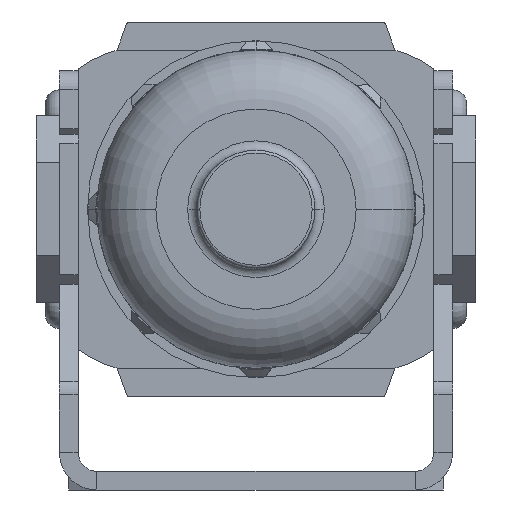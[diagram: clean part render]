
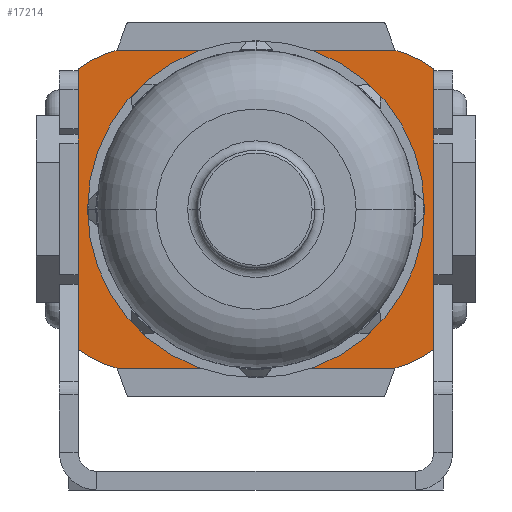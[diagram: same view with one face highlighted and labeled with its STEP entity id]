
A CAD part, front view. The second image highlights one B-rep face of the part: STEP entity #17214.
In plain terms, the highlighted planar face has unit normal (0, -1, 0).
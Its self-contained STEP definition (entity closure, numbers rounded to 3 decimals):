
#365 = ORIENTED_EDGE ( 'NONE', *, *, #3190, .F. ) ;
#453 = VECTOR ( 'NONE', #16341, 1000. ) ;
#857 = CARTESIAN_POINT ( 'NONE',  ( -14.842, -23., 17. ) ) ;
#1032 = DIRECTION ( 'NONE',  ( 0., -1., 0. ) ) ;
#1103 = CARTESIAN_POINT ( 'NONE',  ( -11.817, -23., -5.388 ) ) ;
#1489 = VECTOR ( 'NONE', #4960, 1000. ) ;
#1577 = VERTEX_POINT ( 'NONE', #857 ) ;
#2343 = VERTEX_POINT ( 'NONE', #13319 ) ;
#2615 = VERTEX_POINT ( 'NONE', #12591 ) ;
#2673 = DIRECTION ( 'NONE',  ( -1., 0., 0. ) ) ;
#2806 = ORIENTED_EDGE ( 'NONE', *, *, #15161, .T. ) ;
#3190 = EDGE_CURVE ( 'NONE', #2615, #8275, #5641, .T. ) ;
#3335 = ORIENTED_EDGE ( 'NONE', *, *, #7242, .F. ) ;
#3396 = CARTESIAN_POINT ( 'NONE',  ( -14.842, -23., -17. ) ) ;
#3649 = CARTESIAN_POINT ( 'NONE',  ( 19., -23., 17. ) ) ;
#3702 = CARTESIAN_POINT ( 'NONE',  ( 14.842, -23., 17. ) ) ;
#3807 = ORIENTED_EDGE ( 'NONE', *, *, #14040, .T. ) ;
#3970 = CARTESIAN_POINT ( 'NONE',  ( 11.817, -23., -5.388 ) ) ;
#4960 = DIRECTION ( 'NONE',  ( 0., 0., -1. ) ) ;
#5013 = ORIENTED_EDGE ( 'NONE', *, *, #16747, .T. ) ;
#5522 = DIRECTION ( 'NONE',  ( 1., 0., 0. ) ) ;
#5641 = LINE ( 'NONE', #14234, #1489 ) ;
#5813 = VERTEX_POINT ( 'NONE', #10096 ) ;
#6445 = LINE ( 'NONE', #3649, #14208 ) ;
#6521 = VERTEX_POINT ( 'NONE', #3702 ) ;
#7071 = CARTESIAN_POINT ( 'NONE',  ( 19., -23., -17. ) ) ;
#7242 = EDGE_CURVE ( 'NONE', #6521, #2615, #15940, .T. ) ;
#7678 = ORIENTED_EDGE ( 'NONE', *, *, #8994, .T. ) ;
#8213 = CIRCLE ( 'NONE', #11420, 12. ) ;
#8275 = VERTEX_POINT ( 'NONE', #16259 ) ;
#8420 = CIRCLE ( 'NONE', #12971, 12. ) ;
#8871 = PLANE ( 'NONE',  #12246 ) ;
#8940 = DIRECTION ( 'NONE',  ( 0., 1., 0. ) ) ;
#8994 = EDGE_CURVE ( 'NONE', #6521, #1577, #6445, .T. ) ;
#9164 = DIRECTION ( 'NONE',  ( 0., 1., 0. ) ) ;
#9459 = DIRECTION ( 'NONE',  ( 0., 0., -1. ) ) ;
#9784 = EDGE_CURVE ( 'NONE', #18823, #2343, #13249, .T. ) ;
#9920 = CARTESIAN_POINT ( 'NONE',  ( 14.842, -23., -17. ) ) ;
#10096 = CARTESIAN_POINT ( 'NONE',  ( -19., -23., 15. ) ) ;
#10326 = CARTESIAN_POINT ( 'NONE',  ( -11.817, -23., 5.388 ) ) ;
#10515 = ORIENTED_EDGE ( 'NONE', *, *, #9784, .F. ) ;
#10651 = VERTEX_POINT ( 'NONE', #9920 ) ;
#10973 = AXIS2_PLACEMENT_3D ( 'NONE', #1103, #11991, #2673 ) ;
#11420 = AXIS2_PLACEMENT_3D ( 'NONE', #3970, #14791, #5522 ) ;
#11926 = DIRECTION ( 'NONE',  ( -1., 0., 0. ) ) ;
#11946 = ORIENTED_EDGE ( 'NONE', *, *, #15140, .T. ) ;
#11991 = DIRECTION ( 'NONE',  ( 0., 1., 0. ) ) ;
#12246 = AXIS2_PLACEMENT_3D ( 'NONE', #13568, #8940, #19769 ) ;
#12591 = CARTESIAN_POINT ( 'NONE',  ( 19., -23., 15. ) ) ;
#12971 = AXIS2_PLACEMENT_3D ( 'NONE', #10326, #1032, #11926 ) ;
#13249 = CIRCLE ( 'NONE', #10973, 12. ) ;
#13319 = CARTESIAN_POINT ( 'NONE',  ( -19., -23., -15. ) ) ;
#13568 = CARTESIAN_POINT ( 'NONE',  ( 19., -23., 20. ) ) ;
#13619 = VECTOR ( 'NONE', #9459, 1000. ) ;
#13980 = FACE_OUTER_BOUND ( 'NONE', #18939, .T. ) ;
#14040 = EDGE_CURVE ( 'NONE', #5813, #2343, #18206, .T. ) ;
#14208 = VECTOR ( 'NONE', #14473, 1000. ) ;
#14234 = CARTESIAN_POINT ( 'NONE',  ( 19., -23., 20. ) ) ;
#14473 = DIRECTION ( 'NONE',  ( -1., 0., 0. ) ) ;
#14791 = DIRECTION ( 'NONE',  ( 0., -1., 0. ) ) ;
#15140 = EDGE_CURVE ( 'NONE', #10651, #8275, #8213, .T. ) ;
#15161 = EDGE_CURVE ( 'NONE', #18823, #10651, #15956, .T. ) ;
#15940 = CIRCLE ( 'NONE', #18614, 12. ) ;
#15956 = LINE ( 'NONE', #7071, #453 ) ;
#16259 = CARTESIAN_POINT ( 'NONE',  ( 19., -23., -15. ) ) ;
#16341 = DIRECTION ( 'NONE',  ( 1., 0., 0. ) ) ;
#16747 = EDGE_CURVE ( 'NONE', #1577, #5813, #8420, .T. ) ;
#17160 = CARTESIAN_POINT ( 'NONE',  ( -19., -23., 20. ) ) ;
#17214 = ADVANCED_FACE ( 'NONE', ( #13980 ), #8871, .F. ) ;
#18206 = LINE ( 'NONE', #17160, #13619 ) ;
#18435 = CARTESIAN_POINT ( 'NONE',  ( 11.817, -23., 5.388 ) ) ;
#18614 = AXIS2_PLACEMENT_3D ( 'NONE', #18435, #9164, #19990 ) ;
#18823 = VERTEX_POINT ( 'NONE', #3396 ) ;
#18939 = EDGE_LOOP ( 'NONE', ( #10515, #2806, #11946, #365, #3335, #7678, #5013, #3807 ) ) ;
#19769 = DIRECTION ( 'NONE',  ( -1., 0., 0. ) ) ;
#19990 = DIRECTION ( 'NONE',  ( 1., 0., 0. ) ) ;
